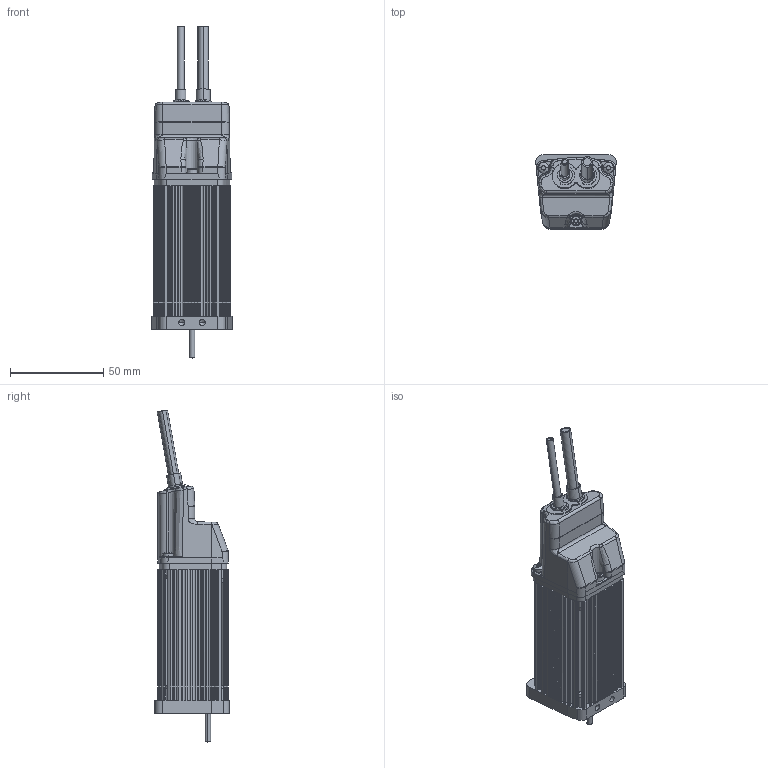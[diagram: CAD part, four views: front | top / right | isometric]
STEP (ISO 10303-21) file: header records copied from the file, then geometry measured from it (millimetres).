
FILE_DESCRIPTION((''),'2;1');
FILE_NAME('1041069-01-D01','2013-05-31T',('CH5821'),(''),'PRO/ENGINEER BY PARAMETRIC TECHNOLOGY CORPORATION, 2011410','PRO/ENGINEER BY PARAMETRIC TECHNOLOGY CORPORATION, 2011410','');
FILE_SCHEMA(('CONFIG_CONTROL_DESIGN','SHAPE_APPEARANCE_LAYERS_GROUPS'));
Length unit declared in the file: millimetre
Products named in the file (1): 1041069-01-D01
Bounding box: 43.19 x 40 x 178.08 mm (x, y, z)
Volume: 146175.5 mm3; surface area: 32552.8 mm2
Topology: 1 solids, 5 shells, 1414 faces, 3977 edges, 2581 vertices
Faces by surface type: cylinder 732, plane 570, bspline 50, cone 39, sphere 16, torus 5, extrusion 2
Entity records: 49715 total; most frequent: CARTESIAN_POINT 12608, ORIENTED_EDGE 7926, DIRECTION 7861, EDGE_CURVE 3963, AXIS2_PLACEMENT_3D 2827, VERTEX_POINT 2581, VECTOR 2207, LINE 2205
